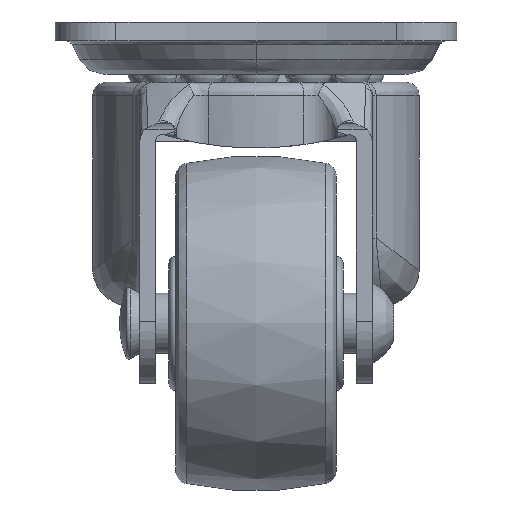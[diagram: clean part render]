
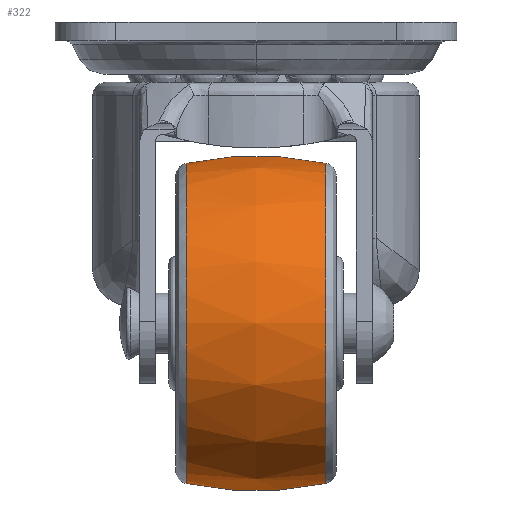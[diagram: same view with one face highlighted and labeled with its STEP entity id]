
A CAD part, left-side view. The second image highlights one B-rep face of the part: STEP entity #322.
In plain terms, the highlighted free-form (B-spline) face has degree [2, 2] with [3, 5] control points.
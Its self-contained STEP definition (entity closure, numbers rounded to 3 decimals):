
#322=ADVANCED_FACE('',(#1465),#1464,.T.);
#1464=( BOUNDED_SURFACE() B_SPLINE_SURFACE( 2,2,((#4144,#4145,#4146,#4147,#4148),(#4149,#4150,#4151,#4152,#4153),(#4154,#4155,#4156,#4157,#4158)), .UNSPECIFIED.,.F.,.F.,.F.) B_SPLINE_SURFACE_WITH_KNOTS((3,3),(3,2,3),(-0.21,0.21),(3.142,4.712,6.283), .UNSPECIFIED. ) GEOMETRIC_REPRESENTATION_ITEM() RATIONAL_B_SPLINE_SURFACE(((1.,0.707,1.,0.707,1.),(0.978,0.692,0.978,0.692,0.978),(1.,0.707,1.,0.707,1.))) REPRESENTATION_ITEM('') SURFACE() );
#1465=FACE_OUTER_BOUND('',#4159,.T.);
#4144=CARTESIAN_POINT('',(-9.,5.208,-34.451));
#4145=CARTESIAN_POINT('',(-20.951,5.208,-34.451));
#4146=CARTESIAN_POINT('',(-20.951,5.208,-22.5));
#4147=CARTESIAN_POINT('',(-20.951,5.208,-10.549));
#4148=CARTESIAN_POINT('',(-9.,5.208,-10.549));
#4149=CARTESIAN_POINT('',(-9.,0.,-35.561));
#4150=CARTESIAN_POINT('',(-22.061,0.,-35.561));
#4151=CARTESIAN_POINT('',(-22.061,0.,-22.5));
#4152=CARTESIAN_POINT('',(-22.061,0.,-9.439));
#4153=CARTESIAN_POINT('',(-9.,0.,-9.439));
#4154=CARTESIAN_POINT('',(-9.,-5.208,-34.451));
#4155=CARTESIAN_POINT('',(-20.951,-5.208,-34.451));
#4156=CARTESIAN_POINT('',(-20.951,-5.208,-22.5));
#4157=CARTESIAN_POINT('',(-20.951,-5.208,-10.549));
#4158=CARTESIAN_POINT('',(-9.,-5.208,-10.549));
#4159=EDGE_LOOP('',(#5841,#5842,#5843,#5844));
#5841=ORIENTED_EDGE('',*,*,#6678,.F.);
#5842=ORIENTED_EDGE('',*,*,#6675,.F.);
#5843=ORIENTED_EDGE('',*,*,#6671,.T.);
#5844=ORIENTED_EDGE('',*,*,#6677,.T.);
#6671=EDGE_CURVE('',#8638,#8639,#8640,.T.);
#6675=EDGE_CURVE('',#8638,#8664,#8665,.T.);
#6677=EDGE_CURVE('',#8639,#8671,#8678,.T.);
#6678=EDGE_CURVE('',#8664,#8671,#8684,.T.);
#8638=VERTEX_POINT('',#11965);
#8639=VERTEX_POINT('',#11966);
#8640=CIRCLE('',#11970,11.951);
#8664=VERTEX_POINT('',#11981);
#8665=(BOUNDED_CURVE() B_SPLINE_CURVE(2,(#11982,#11983,#11984),.UNSPECIFIED.,.F.,.F.) B_SPLINE_CURVE_WITH_KNOTS((3,3),(-0.21,0.21),.UNSPECIFIED.) CURVE() GEOMETRIC_REPRESENTATION_ITEM() RATIONAL_B_SPLINE_CURVE((1.,0.978,1.)) REPRESENTATION_ITEM('') );
#8671=VERTEX_POINT('',#11985);
#8678=(BOUNDED_CURVE() B_SPLINE_CURVE(2,(#11990,#11991,#11992),.UNSPECIFIED.,.F.,.F.) B_SPLINE_CURVE_WITH_KNOTS((3,3),(-0.21,0.21),.UNSPECIFIED.) CURVE() GEOMETRIC_REPRESENTATION_ITEM() RATIONAL_B_SPLINE_CURVE((1.,0.978,1.)) REPRESENTATION_ITEM('') );
#8684=CIRCLE('',#11996,11.951);
#11965=CARTESIAN_POINT('',(-9.,5.208,-10.549));
#11966=CARTESIAN_POINT('',(-9.,5.208,-34.451));
#11967=CARTESIAN_POINT('',(-9.,5.208,-22.5));
#11968=DIRECTION('',(0.,-1.,0.));
#11969=DIRECTION('',(0.,0.,-1.));
#11970=AXIS2_PLACEMENT_3D('',#11967,#11968,#11969);
#11981=CARTESIAN_POINT('',(-9.,-5.208,-10.549));
#11982=CARTESIAN_POINT('',(-9.,5.208,-10.549));
#11983=CARTESIAN_POINT('',(-9.,0.,-9.439));
#11984=CARTESIAN_POINT('',(-9.,-5.208,-10.549));
#11985=CARTESIAN_POINT('',(-9.,-5.208,-34.451));
#11990=CARTESIAN_POINT('',(-9.,5.208,-34.451));
#11991=CARTESIAN_POINT('',(-9.,0.,-35.561));
#11992=CARTESIAN_POINT('',(-9.,-5.208,-34.451));
#11993=CARTESIAN_POINT('',(-9.,-5.208,-22.5));
#11994=DIRECTION('',(0.,-1.,0.));
#11995=DIRECTION('',(0.,0.,-1.));
#11996=AXIS2_PLACEMENT_3D('',#11993,#11994,#11995);
